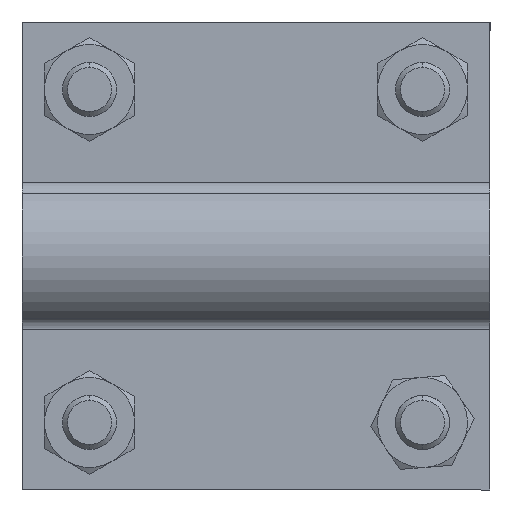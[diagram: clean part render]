
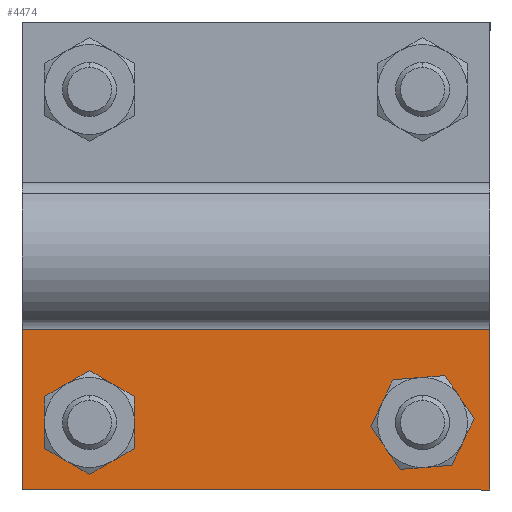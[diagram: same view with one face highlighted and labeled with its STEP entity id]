
A CAD part, front view. The second image highlights one B-rep face of the part: STEP entity #4474.
In plain terms, the highlighted face is planar.
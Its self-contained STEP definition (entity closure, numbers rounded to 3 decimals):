
#44 = VERTEX_POINT ( 'NONE', #4177 ) ;
#79 = AXIS2_PLACEMENT_3D ( 'NONE', #4812, #5424, #7233 ) ;
#157 = DIRECTION ( 'NONE',  ( -1., 0., 0. ) ) ;
#243 = CARTESIAN_POINT ( 'NONE',  ( 26., 2., -26. ) ) ;
#326 = VECTOR ( 'NONE', #157, 1000. ) ;
#513 = ORIENTED_EDGE ( 'NONE', *, *, #5352, .T. ) ;
#607 = ORIENTED_EDGE ( 'NONE', *, *, #5132, .F. ) ;
#625 = LINE ( 'NONE', #2942, #1551 ) ;
#665 = CARTESIAN_POINT ( 'NONE',  ( 18.5, 2., 22. ) ) ;
#690 = DIRECTION ( 'NONE',  ( 0., -1., 0. ) ) ;
#749 = CARTESIAN_POINT ( 'NONE',  ( 8.216, 2., 26. ) ) ;
#1001 = LINE ( 'NONE', #4537, #4142 ) ;
#1037 = DIRECTION ( 'NONE',  ( 0., 0., 1. ) ) ;
#1278 = CARTESIAN_POINT ( 'NONE',  ( 18.5, 2., -22. ) ) ;
#1355 = VERTEX_POINT ( 'NONE', #1497 ) ;
#1429 = LINE ( 'NONE', #2500, #6827 ) ;
#1454 = DIRECTION ( 'NONE',  ( -1., 0., 0. ) ) ;
#1497 = CARTESIAN_POINT ( 'NONE',  ( 18.5, 2., 15. ) ) ;
#1551 = VECTOR ( 'NONE', #5804, 1000. ) ;
#1643 = ORIENTED_EDGE ( 'NONE', *, *, #4567, .T. ) ;
#1688 = DIRECTION ( 'NONE',  ( 0., -1., 0. ) ) ;
#1843 = EDGE_LOOP ( 'NONE', ( #3103, #4883 ) ) ;
#1867 = LINE ( 'NONE', #1975, #326 ) ;
#1872 = DIRECTION ( 'NONE',  ( -1., 0., 0. ) ) ;
#1893 = EDGE_CURVE ( 'NONE', #3084, #6595, #5214, .T. ) ;
#1975 = CARTESIAN_POINT ( 'NONE',  ( 26., 2., 26. ) ) ;
#1984 = FACE_BOUND ( 'NONE', #1843, .T. ) ;
#2047 = CARTESIAN_POINT ( 'NONE',  ( 8.216, 2., -26. ) ) ;
#2084 = CARTESIAN_POINT ( 'NONE',  ( 18.5, 2., -15. ) ) ;
#2448 = DIRECTION ( 'NONE',  ( 0., 1., 0. ) ) ;
#2500 = CARTESIAN_POINT ( 'NONE',  ( 26., 2., -26. ) ) ;
#2668 = AXIS2_PLACEMENT_3D ( 'NONE', #243, #2448, #1872 ) ;
#2942 = CARTESIAN_POINT ( 'NONE',  ( 26., 2., -26. ) ) ;
#3084 = VERTEX_POINT ( 'NONE', #2084 ) ;
#3103 = ORIENTED_EDGE ( 'NONE', *, *, #5624, .T. ) ;
#3344 = EDGE_CURVE ( 'NONE', #1355, #6469, #4966, .T. ) ;
#3439 = ORIENTED_EDGE ( 'NONE', *, *, #3344, .T. ) ;
#3672 = EDGE_CURVE ( 'NONE', #44, #7225, #625, .T. ) ;
#3726 = EDGE_CURVE ( 'NONE', #44, #3879, #1429, .T. ) ;
#3764 = CARTESIAN_POINT ( 'NONE',  ( 18.5, 2., 18.5 ) ) ;
#3879 = VERTEX_POINT ( 'NONE', #2047 ) ;
#4142 = VECTOR ( 'NONE', #1037, 1000. ) ;
#4177 = CARTESIAN_POINT ( 'NONE',  ( 26., 2., -26. ) ) ;
#4294 = DIRECTION ( 'NONE',  ( 0., -1., 0. ) ) ;
#4474 = ADVANCED_FACE ( 'NONE', ( #1984, #6092, #5464 ), #6662, .T. ) ;
#4494 = EDGE_LOOP ( 'NONE', ( #3439, #1643 ) ) ;
#4537 = CARTESIAN_POINT ( 'NONE',  ( 8.216, 2., -26. ) ) ;
#4552 = VERTEX_POINT ( 'NONE', #749 ) ;
#4567 = EDGE_CURVE ( 'NONE', #6469, #1355, #6591, .T. ) ;
#4644 = AXIS2_PLACEMENT_3D ( 'NONE', #6671, #4294, #1454 ) ;
#4793 = DIRECTION ( 'NONE',  ( -1., 0., 0. ) ) ;
#4812 = CARTESIAN_POINT ( 'NONE',  ( 18.5, 2., 18.5 ) ) ;
#4883 = ORIENTED_EDGE ( 'NONE', *, *, #1893, .T. ) ;
#4966 = CIRCLE ( 'NONE', #5956, 3.5 ) ;
#5132 = EDGE_CURVE ( 'NONE', #7225, #4552, #1867, .T. ) ;
#5214 = CIRCLE ( 'NONE', #6458, 3.5 ) ;
#5352 = EDGE_CURVE ( 'NONE', #3879, #4552, #1001, .T. ) ;
#5424 = DIRECTION ( 'NONE',  ( 0., -1., 0. ) ) ;
#5433 = EDGE_LOOP ( 'NONE', ( #607, #6042, #5521, #513 ) ) ;
#5464 = FACE_OUTER_BOUND ( 'NONE', #5433, .T. ) ;
#5521 = ORIENTED_EDGE ( 'NONE', *, *, #3726, .T. ) ;
#5624 = EDGE_CURVE ( 'NONE', #6595, #3084, #5995, .T. ) ;
#5789 = CARTESIAN_POINT ( 'NONE',  ( 18.5, 2., -18.5 ) ) ;
#5804 = DIRECTION ( 'NONE',  ( 0., 0., 1. ) ) ;
#5956 = AXIS2_PLACEMENT_3D ( 'NONE', #3764, #690, #4793 ) ;
#5995 = CIRCLE ( 'NONE', #4644, 3.5 ) ;
#6042 = ORIENTED_EDGE ( 'NONE', *, *, #3672, .F. ) ;
#6092 = FACE_BOUND ( 'NONE', #4494, .T. ) ;
#6262 = DIRECTION ( 'NONE',  ( -1., 0., 0. ) ) ;
#6458 = AXIS2_PLACEMENT_3D ( 'NONE', #5789, #1688, #6262 ) ;
#6469 = VERTEX_POINT ( 'NONE', #665 ) ;
#6528 = CARTESIAN_POINT ( 'NONE',  ( 26., 2., 26. ) ) ;
#6591 = CIRCLE ( 'NONE', #79, 3.5 ) ;
#6595 = VERTEX_POINT ( 'NONE', #1278 ) ;
#6662 = PLANE ( 'NONE',  #2668 ) ;
#6671 = CARTESIAN_POINT ( 'NONE',  ( 18.5, 2., -18.5 ) ) ;
#6827 = VECTOR ( 'NONE', #7111, 1000. ) ;
#7111 = DIRECTION ( 'NONE',  ( -1., 0., 0. ) ) ;
#7225 = VERTEX_POINT ( 'NONE', #6528 ) ;
#7233 = DIRECTION ( 'NONE',  ( -1., 0., 0. ) ) ;
